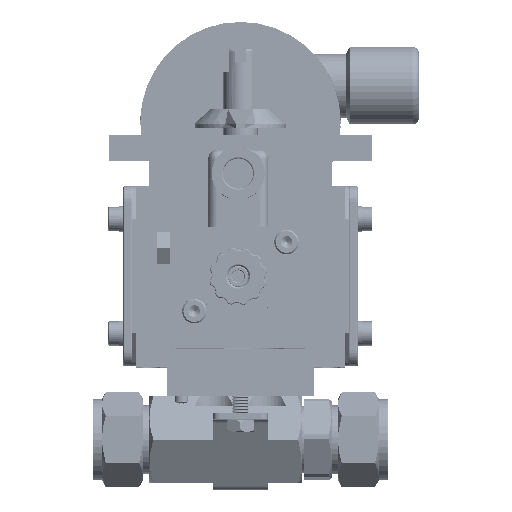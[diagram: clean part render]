
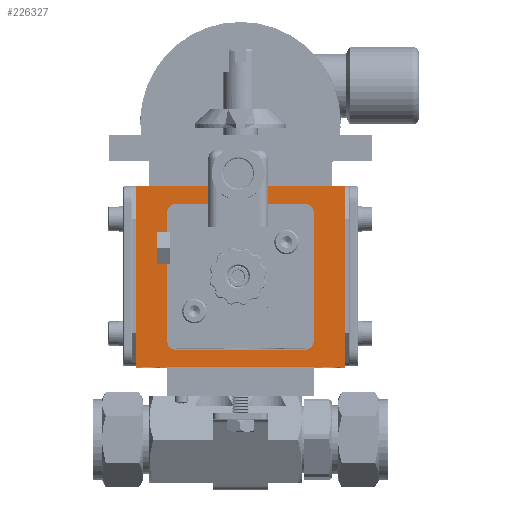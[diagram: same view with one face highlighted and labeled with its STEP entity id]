
A CAD part, top view. The second image highlights one B-rep face of the part: STEP entity #226327.
In plain terms, the highlighted planar face has unit normal (0, 0, 1).
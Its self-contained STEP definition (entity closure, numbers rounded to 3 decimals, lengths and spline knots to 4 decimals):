
#5337 = CIRCLE ( 'NONE', #210656, 0.12 ) ;
#9537 = EDGE_CURVE ( 'NONE', #133634, #82341, #229067, .T. ) ;
#14111 = DIRECTION ( 'NONE',  ( 0., 0., -1. ) ) ;
#15454 = ORIENTED_EDGE ( 'NONE', *, *, #74053, .T. ) ;
#17218 = EDGE_CURVE ( 'NONE', #149608, #113385, #160812, .T. ) ;
#17236 = DIRECTION ( 'NONE',  ( 0., 1., 0. ) ) ;
#19297 = ORIENTED_EDGE ( 'NONE', *, *, #58636, .F. ) ;
#19645 = CARTESIAN_POINT ( 'NONE',  ( 1.43, 3.4548, 1. ) ) ;
#23250 = VERTEX_POINT ( 'NONE', #96150 ) ;
#23680 = VERTEX_POINT ( 'NONE', #61796 ) ;
#24806 = EDGE_CURVE ( 'NONE', #23250, #125596, #199978, .T. ) ;
#26999 = DIRECTION ( 'NONE',  ( 0., -1., 0. ) ) ;
#27253 = ORIENTED_EDGE ( 'NONE', *, *, #103050, .F. ) ;
#33332 = VECTOR ( 'NONE', #153309, 39.3701 ) ;
#42217 = CARTESIAN_POINT ( 'NONE',  ( -1.43, 0.9848, 1. ) ) ;
#45526 = LINE ( 'NONE', #142711, #136825 ) ;
#46892 = AXIS2_PLACEMENT_3D ( 'NONE', #140982, #14111, #141745 ) ;
#54094 = EDGE_CURVE ( 'NONE', #212275, #113385, #5337, .T. ) ;
#58636 = EDGE_CURVE ( 'NONE', #133634, #63728, #119001, .T. ) ;
#61437 = VERTEX_POINT ( 'NONE', #42217 ) ;
#61796 = CARTESIAN_POINT ( 'NONE',  ( -1.43, 3.4548, 1. ) ) ;
#62046 = DIRECTION ( 'NONE',  ( 0., 0., -1. ) ) ;
#63728 = VERTEX_POINT ( 'NONE', #107789 ) ;
#65543 = VECTOR ( 'NONE', #206276, 39.3701 ) ;
#65856 = VECTOR ( 'NONE', #91193, 39.3701 ) ;
#67798 = CARTESIAN_POINT ( 'NONE',  ( -1., 3.0948, 1. ) ) ;
#67890 = ORIENTED_EDGE ( 'NONE', *, *, #17218, .F. ) ;
#69827 = DIRECTION ( 'NONE',  ( 0., 0., -1. ) ) ;
#71282 = LINE ( 'NONE', #224446, #65543 ) ;
#73957 = LINE ( 'NONE', #187453, #165134 ) ;
#74053 = EDGE_CURVE ( 'NONE', #23680, #61437, #71282, .T. ) ;
#76604 = EDGE_CURVE ( 'NONE', #125596, #61437, #82102, .T. ) ;
#78561 = EDGE_LOOP ( 'NONE', ( #27253, #178870, #67890, #156304, #19297, #162275, #202564, #156761 ) ) ;
#82102 = LINE ( 'NONE', #189561, #33332 ) ;
#82250 = CIRCLE ( 'NONE', #215749, 0.12 ) ;
#82341 = VERTEX_POINT ( 'NONE', #213555 ) ;
#86072 = CARTESIAN_POINT ( 'NONE',  ( -0.88, 1.2248, 1. ) ) ;
#91193 = DIRECTION ( 'NONE',  ( 1., 0., 0. ) ) ;
#95398 = EDGE_CURVE ( 'NONE', #149608, #63728, #179437, .T. ) ;
#96150 = CARTESIAN_POINT ( 'NONE',  ( 1.43, 3.4548, 1. ) ) ;
#99855 = EDGE_CURVE ( 'NONE', #180429, #151216, #82250, .T. ) ;
#103050 = EDGE_CURVE ( 'NONE', #212275, #151216, #73957, .T. ) ;
#107789 = CARTESIAN_POINT ( 'NONE',  ( 1., 3.0948, 1. ) ) ;
#113385 = VERTEX_POINT ( 'NONE', #187558 ) ;
#118011 = CARTESIAN_POINT ( 'NONE',  ( 0.88, 3.2148, 1. ) ) ;
#119001 = LINE ( 'NONE', #129610, #210452 ) ;
#122331 = FACE_OUTER_BOUND ( 'NONE', #206801, .T. ) ;
#125596 = VERTEX_POINT ( 'NONE', #199886 ) ;
#126691 = DIRECTION ( 'NONE',  ( 0., 0., -1. ) ) ;
#129610 = CARTESIAN_POINT ( 'NONE',  ( 1., 3.2148, 1. ) ) ;
#132185 = DIRECTION ( 'NONE',  ( 0., -1., 0. ) ) ;
#133634 = VERTEX_POINT ( 'NONE', #191212 ) ;
#134031 = VECTOR ( 'NONE', #26999, 39.3701 ) ;
#136406 = EDGE_CURVE ( 'NONE', #180429, #82341, #217202, .T. ) ;
#136825 = VECTOR ( 'NONE', #161144, 39.3701 ) ;
#140982 = CARTESIAN_POINT ( 'NONE',  ( 1.43, 3.4548, 1. ) ) ;
#141745 = DIRECTION ( 'NONE',  ( 0., 1., 0. ) ) ;
#142711 = CARTESIAN_POINT ( 'NONE',  ( 1.43, 3.4548, 1. ) ) ;
#146023 = CARTESIAN_POINT ( 'NONE',  ( -1., 1.2248, 1. ) ) ;
#147794 = DIRECTION ( 'NONE',  ( 0., 1., 0. ) ) ;
#149608 = VERTEX_POINT ( 'NONE', #118011 ) ;
#151216 = VERTEX_POINT ( 'NONE', #210132 ) ;
#153309 = DIRECTION ( 'NONE',  ( -1., 0., 0. ) ) ;
#156304 = ORIENTED_EDGE ( 'NONE', *, *, #95398, .T. ) ;
#156761 = ORIENTED_EDGE ( 'NONE', *, *, #99855, .T. ) ;
#158573 = ORIENTED_EDGE ( 'NONE', *, *, #213209, .T. ) ;
#160812 = LINE ( 'NONE', #231627, #198159 ) ;
#161124 = ORIENTED_EDGE ( 'NONE', *, *, #76604, .F. ) ;
#161144 = DIRECTION ( 'NONE',  ( -1., 0., 0. ) ) ;
#162275 = ORIENTED_EDGE ( 'NONE', *, *, #9537, .T. ) ;
#165044 = FACE_BOUND ( 'NONE', #78561, .T. ) ;
#165134 = VECTOR ( 'NONE', #132185, 39.3701 ) ;
#171338 = CARTESIAN_POINT ( 'NONE',  ( -0.88, 1.3448, 1. ) ) ;
#178870 = ORIENTED_EDGE ( 'NONE', *, *, #54094, .T. ) ;
#179109 = CARTESIAN_POINT ( 'NONE',  ( 0.88, 3.0948, 1. ) ) ;
#179437 = CIRCLE ( 'NONE', #221109, 0.12 ) ;
#180429 = VERTEX_POINT ( 'NONE', #86072 ) ;
#187453 = CARTESIAN_POINT ( 'NONE',  ( -1., 3.2148, 1. ) ) ;
#187558 = CARTESIAN_POINT ( 'NONE',  ( -0.88, 3.2148, 1. ) ) ;
#189561 = CARTESIAN_POINT ( 'NONE',  ( 1.43, 0.9848, 1. ) ) ;
#189873 = DIRECTION ( 'NONE',  ( 0., 1., 0. ) ) ;
#191212 = CARTESIAN_POINT ( 'NONE',  ( 1., 1.3448, 1. ) ) ;
#194779 = PLANE ( 'NONE',  #46892 ) ;
#197588 = DIRECTION ( 'NONE',  ( 0., 1., 0. ) ) ;
#198159 = VECTOR ( 'NONE', #214452, 39.3701 ) ;
#198292 = AXIS2_PLACEMENT_3D ( 'NONE', #227463, #226363, #225637 ) ;
#199886 = CARTESIAN_POINT ( 'NONE',  ( 1.43, 0.9848, 1. ) ) ;
#199978 = LINE ( 'NONE', #19645, #134031 ) ;
#202564 = ORIENTED_EDGE ( 'NONE', *, *, #136406, .F. ) ;
#204389 = ORIENTED_EDGE ( 'NONE', *, *, #24806, .F. ) ;
#206276 = DIRECTION ( 'NONE',  ( 0., -1., 0. ) ) ;
#206801 = EDGE_LOOP ( 'NONE', ( #15454, #161124, #204389, #158573 ) ) ;
#210132 = CARTESIAN_POINT ( 'NONE',  ( -1., 1.3448, 1. ) ) ;
#210452 = VECTOR ( 'NONE', #147794, 39.3701 ) ;
#210656 = AXIS2_PLACEMENT_3D ( 'NONE', #235882, #126691, #17236 ) ;
#212275 = VERTEX_POINT ( 'NONE', #67798 ) ;
#213209 = EDGE_CURVE ( 'NONE', #23250, #23680, #45526, .T. ) ;
#213555 = CARTESIAN_POINT ( 'NONE',  ( 0.88, 1.2248, 1. ) ) ;
#214452 = DIRECTION ( 'NONE',  ( -1., 0., 0. ) ) ;
#215749 = AXIS2_PLACEMENT_3D ( 'NONE', #171338, #62046, #189873 ) ;
#217202 = LINE ( 'NONE', #146023, #65856 ) ;
#221109 = AXIS2_PLACEMENT_3D ( 'NONE', #179109, #69827, #197588 ) ;
#224446 = CARTESIAN_POINT ( 'NONE',  ( -1.43, 3.4548, 1. ) ) ;
#225637 = DIRECTION ( 'NONE',  ( 0., 1., 0. ) ) ;
#226327 = ADVANCED_FACE ( 'NONE', ( #122331, #165044 ), #194779, .F. ) ;
#226363 = DIRECTION ( 'NONE',  ( 0., 0., -1. ) ) ;
#227463 = CARTESIAN_POINT ( 'NONE',  ( 0.88, 1.3448, 1. ) ) ;
#229067 = CIRCLE ( 'NONE', #198292, 0.12 ) ;
#231627 = CARTESIAN_POINT ( 'NONE',  ( -1., 3.2148, 1. ) ) ;
#235882 = CARTESIAN_POINT ( 'NONE',  ( -0.88, 3.0948, 1. ) ) ;
